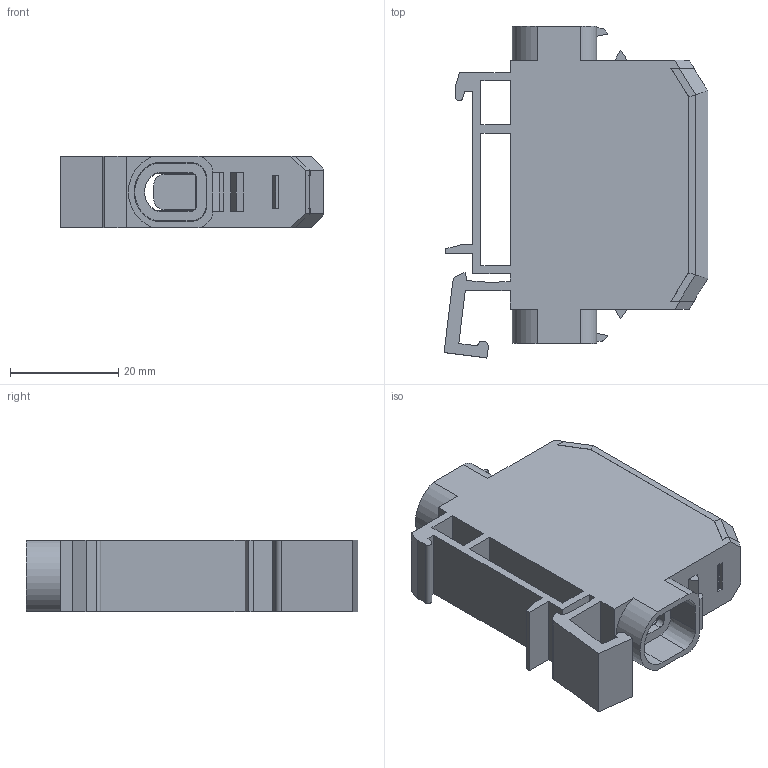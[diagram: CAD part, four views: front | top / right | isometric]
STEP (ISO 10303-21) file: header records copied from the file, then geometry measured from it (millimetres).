
FILE_DESCRIPTION((''),'2;1');
FILE_NAME('EDBJ-1X35-1X35_ASM','2021-04-08T',('marketing.praksa'),('Audax d.o.o.'),'CREO PARAMETRIC BY PTC INC, 2017480','CREO PARAMETRIC BY PTC INC, 2017480','');
FILE_SCHEMA(('AUTOMOTIVE_DESIGN { 1 0 10303 214 1 1 1 1 }'));
Length unit declared in the file: millimetre
Products named in the file (6): DB-178_501_06_WKRET_M6X10; ZP-132_251_01_OBUDOWA; ZP-35_00_02; PRT0119; PRT9596; EDBJ-1X35-1X35_ASM
Assembly tree (6 placements, depth 2):
  EDBJ-1X35-1X35_ASM
    DB-178_501_06_WKRET_M6X10  x2
    ZP-132_251_01_OBUDOWA
    ZP-35_00_02
    PRT0119
    PRT9596
Bounding box: 48.81 x 61.37 x 13.2 mm (x, y, z)
Volume: 14736.2 mm3; surface area: 20320.3 mm2
Topology: 8 solids, 8 shells, 456 faces, 1255 edges, 822 vertices
Faces by surface type: plane 344, cylinder 99, cone 9, torus 4
Entity records: 21366 total; most frequent: CARTESIAN_POINT 2526, ORIENTED_EDGE 2454, DIRECTION 2343, PRESENTATION_STYLE_ASSIGNMENT 1677, STYLED_ITEM 1677, CURVE_STYLE 1227, EDGE_CURVE 1227, VECTOR 1013
